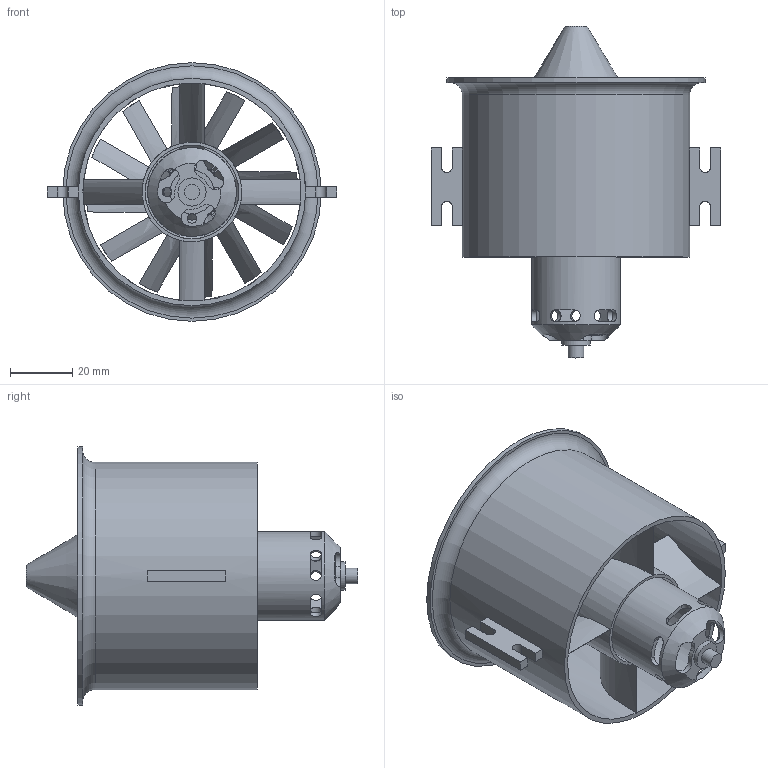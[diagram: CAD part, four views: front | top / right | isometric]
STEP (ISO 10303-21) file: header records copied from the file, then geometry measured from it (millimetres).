
FILE_DESCRIPTION(/* description */ (''),/* implementation_level */ '2;1');
FILE_NAME(/* name */ 'GrabCad/ QX-Motor 70mm 12 Blades EDF 2827 KV2600.step',/* time_stamp */ '2020-03-26T17:53:44+01:00',/* author */ (''),/* organization */ (''),/* preprocessor_version */ 'ST-DEVELOPER v18',/* originating_system */ 'Autodesk Translation Framework v8.12.0.6',/* authorisation */ '');
FILE_SCHEMA (('AUTOMOTIVE_DESIGN { 1 0 10303 214 3 1 1 }'));
Length unit declared in the file: millimetre
Products named in the file (9): edf70mm; EDF_funnel; Motor; Propeller; Propeller_adapter; Propeller_holder; Washer; Nut; Spinner
Assembly tree (8 placements, depth 2):
  edf70mm
    EDF_funnel
    Motor
    Propeller
    Propeller_adapter
    Propeller_holder
    Washer
    Nut
    Spinner
Bounding box: 93 x 106.55 x 83 mm (x, y, z)
Volume: 44903.2 mm3; surface area: 68072.1 mm2
Topology: 11 solids, 11 shells, 641 faces, 1850 edges, 1215 vertices
Faces by surface type: plane 389, cylinder 177, bspline 32, cone 29, torus 14
Full cylindrical faces by diameter (mm): 2 x1, 3 x5, 3.2 x4, 4 x3, 5 x1, 6 x1, 6.25 x1, 7.866 x3, 8 x1, 8.25 x2, 9 x1, 9.5 x1, 10 x2, 12 x1, 12.5 x1, 14 x1, 18 x1, 24.5 x1, 25.5 x1, 27.3 x1, 28 x1, 28.5 x2, 30 x3, 70 x1, 73 x1, 83 x1
Entity records: 23338 total; most frequent: CARTESIAN_POINT 5883, ORIENTED_EDGE 3698, DIRECTION 3597, EDGE_CURVE 1849, AXIS2_PLACEMENT_3D 1316, VERTEX_POINT 1215, LINE 965, VECTOR 965
